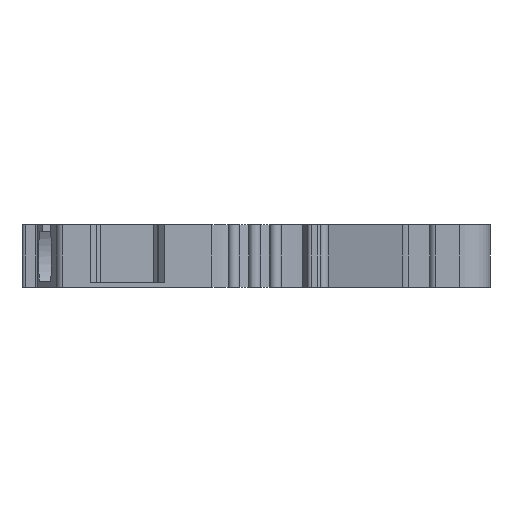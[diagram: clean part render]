
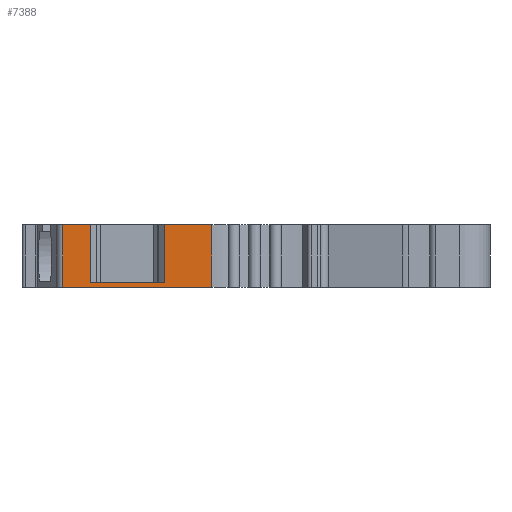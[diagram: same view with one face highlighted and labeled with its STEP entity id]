
A CAD part, left-side view. The second image highlights one B-rep face of the part: STEP entity #7388.
In plain terms, the highlighted planar face has unit normal (-1, 0, 0).
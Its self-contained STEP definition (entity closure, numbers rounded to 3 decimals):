
#177=DIRECTION('',(0.,0.,-1.));
#178=VECTOR('',#177,5.2);
#179=CARTESIAN_POINT('',(-26.5,16.,0.));
#180=LINE('',#179,#178);
#191=DIRECTION('',(0.,1.,0.));
#192=VECTOR('',#191,2.269);
#193=CARTESIAN_POINT('',(-26.5,26.072,0.));
#194=LINE('',#193,#192);
#198=DIRECTION('',(0.,1.,0.));
#199=VECTOR('',#198,3.928);
#200=CARTESIAN_POINT('',(-26.5,16.,0.));
#201=LINE('',#200,#199);
#832=DIRECTION('',(0.,1.,0.));
#833=VECTOR('',#832,12.341);
#834=CARTESIAN_POINT('',(-26.5,16.,-5.2));
#835=LINE('',#834,#833);
#2219=DIRECTION('',(0.,0.,1.));
#2220=VECTOR('',#2219,4.8);
#2221=CARTESIAN_POINT('',(-26.5,19.928,-4.8));
#2222=LINE('',#2221,#2220);
#2247=DIRECTION('',(0.,-1.,0.));
#2248=VECTOR('',#2247,6.144);
#2249=CARTESIAN_POINT('',(-26.5,26.072,-4.8));
#2250=LINE('',#2249,#2248);
#2352=DIRECTION('',(0.,0.,-1.));
#2353=VECTOR('',#2352,4.8);
#2354=CARTESIAN_POINT('',(-26.5,26.072,0.));
#2355=LINE('',#2354,#2353);
#2366=DIRECTION('',(0.,0.,1.));
#2367=VECTOR('',#2366,5.2);
#2368=CARTESIAN_POINT('',(-26.5,28.341,-5.2));
#2369=LINE('',#2368,#2367);
#6098=CARTESIAN_POINT('',(-26.5,28.341,-5.2));
#6099=CARTESIAN_POINT('',(-26.5,28.341,0.));
#6100=VERTEX_POINT('',#6098);
#6101=VERTEX_POINT('',#6099);
#6102=CARTESIAN_POINT('',(-26.5,26.072,0.));
#6103=VERTEX_POINT('',#6102);
#6104=CARTESIAN_POINT('',(-26.5,26.072,-4.8));
#6105=VERTEX_POINT('',#6104);
#6106=CARTESIAN_POINT('',(-26.5,19.928,-4.8));
#6107=VERTEX_POINT('',#6106);
#6108=CARTESIAN_POINT('',(-26.5,19.928,0.));
#6109=VERTEX_POINT('',#6108);
#6110=CARTESIAN_POINT('',(-26.5,16.,0.));
#6111=VERTEX_POINT('',#6110);
#6112=CARTESIAN_POINT('',(-26.5,16.,-5.2));
#6113=VERTEX_POINT('',#6112);
#7366=CARTESIAN_POINT('',(-26.5,16.,0.));
#7367=DIRECTION('',(1.,0.,0.));
#7368=DIRECTION('',(0.,-1.,0.));
#7369=AXIS2_PLACEMENT_3D('',#7366,#7367,#7368);
#7370=PLANE('',#7369);
#7372=ORIENTED_EDGE('',*,*,#7371,.T.);
#7374=ORIENTED_EDGE('',*,*,#7373,.T.);
#7376=ORIENTED_EDGE('',*,*,#7375,.F.);
#7378=ORIENTED_EDGE('',*,*,#7377,.T.);
#7380=ORIENTED_EDGE('',*,*,#7379,.T.);
#7382=ORIENTED_EDGE('',*,*,#7381,.T.);
#7384=ORIENTED_EDGE('',*,*,#7383,.F.);
#7385=ORIENTED_EDGE('',*,*,#7349,.T.);
#7386=EDGE_LOOP('',(#7372,#7374,#7376,#7378,#7380,#7382,#7384,#7385));
#7387=FACE_OUTER_BOUND('',#7386,.F.);
#7349=EDGE_CURVE('',#6111,#6113,#180,.T.);
#7371=EDGE_CURVE('',#6113,#6100,#835,.T.);
#7373=EDGE_CURVE('',#6100,#6101,#2369,.T.);
#7375=EDGE_CURVE('',#6103,#6101,#194,.T.);
#7377=EDGE_CURVE('',#6103,#6105,#2355,.T.);
#7379=EDGE_CURVE('',#6105,#6107,#2250,.T.);
#7381=EDGE_CURVE('',#6107,#6109,#2222,.T.);
#7383=EDGE_CURVE('',#6111,#6109,#201,.T.);
#7388=ADVANCED_FACE('',(#7387),#7370,.F.);
